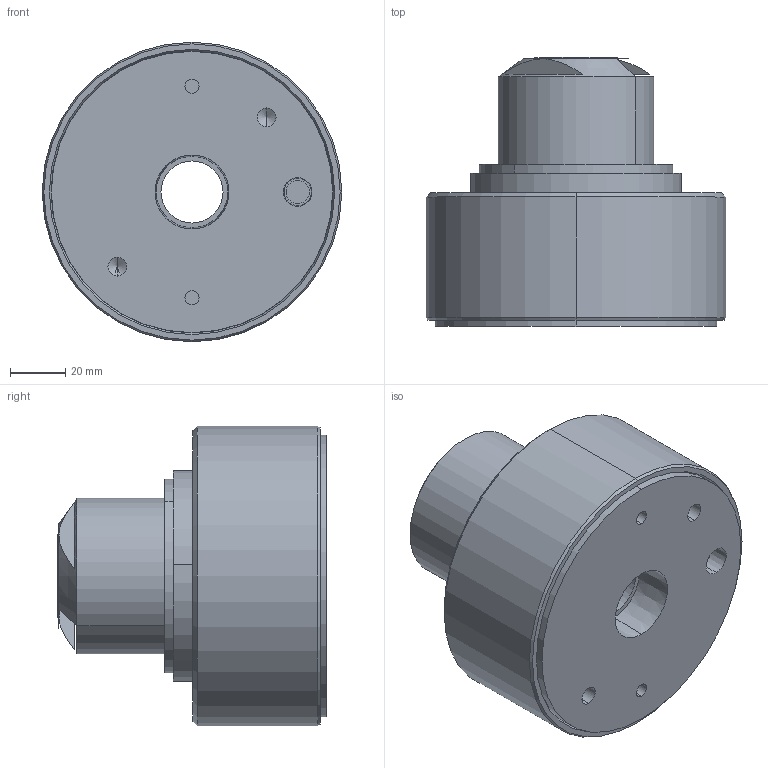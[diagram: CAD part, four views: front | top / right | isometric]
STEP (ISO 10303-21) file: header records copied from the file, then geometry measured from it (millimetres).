
FILE_DESCRIPTION (( 'STEP AP214' ), '1' );
FILE_NAME ('CTSC-001904.STEP', '2025-01-23T14:49:27', ( '' ), ( '' ), 'SwSTEP 2.0', 'SolidWorks 2023', '' );
FILE_SCHEMA (( 'AUTOMOTIVE_DESIGN' ));
Length unit declared in the file: inch
Products named in the file (1): CTSC-001904
Bounding box: 107.95 x 96.85 x 107.95 mm (x, y, z)
Volume: 527435.4 mm3; surface area: 67571.2 mm2
Topology: 1 solids, 2 shells, 86 faces, 194 edges, 122 vertices
Faces by surface type: cylinder 35, plane 30, cone 18, torus 3
Entity records: 2972 total; most frequent: CARTESIAN_POINT 481, DIRECTION 453, ORIENTED_EDGE 372, AXIS2_PLACEMENT_3D 190, EDGE_CURVE 186, VERTEX_POINT 120, EDGE_LOOP 106, CIRCLE 103
